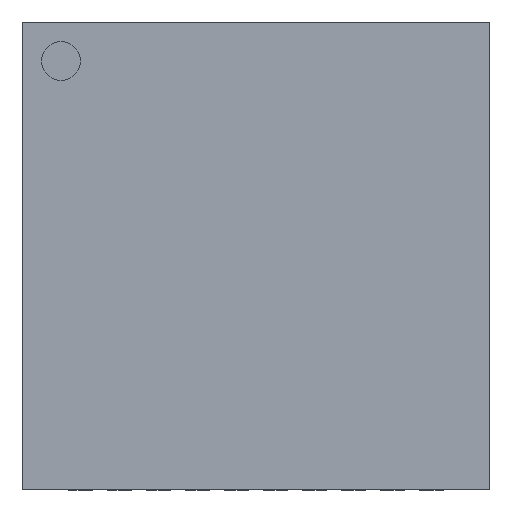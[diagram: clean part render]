
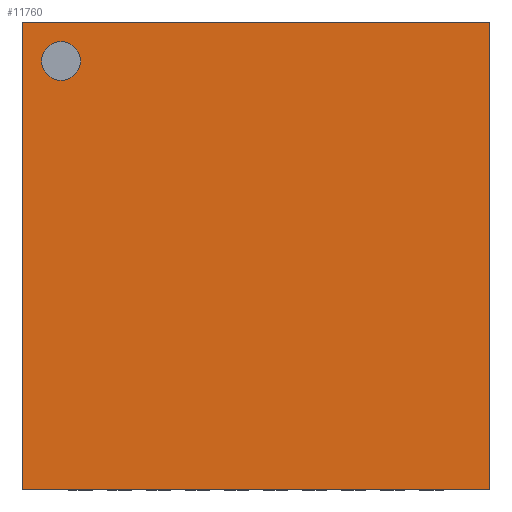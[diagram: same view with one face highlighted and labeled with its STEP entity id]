
A CAD part, top view. The second image highlights one B-rep face of the part: STEP entity #11760.
In plain terms, the highlighted free-form (B-spline) face has degree [1, 1] with [2, 2] control points.
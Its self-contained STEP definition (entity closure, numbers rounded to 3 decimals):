
#6350=CARTESIAN_POINT('',(-2.25,2.5,0.9));
#6351=VERTEX_POINT('',#6350);
#6360=CARTESIAN_POINT('',(-2.75,2.5,0.9));
#6361=VERTEX_POINT('',#6360);
#6362=CARTESIAN_POINT('',(-2.5,2.5,0.9));
#6363=DIRECTION('',(0.0,0.0,-1.0));
#6364=DIRECTION('',(1.0,0.0,0.0));
#6365=AXIS2_PLACEMENT_3D('',#6362,#6363,#6364);
#6366=CIRCLE('',#6365,0.25);
#6367=EDGE_CURVE('',#6361,#6351,#6366,.T.);
#11315=CARTESIAN_POINT('',(-3.0,-3.,0.9));
#11316=VERTEX_POINT('',#11315);
#11323=CARTESIAN_POINT('',(-3.0,3.,0.9));
#11324=VERTEX_POINT('',#11323);
#11325=CARTESIAN_POINT('',(-3.0,-3.,0.9));
#11326=DIRECTION('',(0.0,1.0,0.0));
#11327=VECTOR('',#11326,6.0);
#11328=LINE('',#11325,#11327);
#11329=EDGE_CURVE('',#11316,#11324,#11328,.T.);
#11444=CARTESIAN_POINT('',(3.0,3.,0.9));
#11445=VERTEX_POINT('',#11444);
#11446=CARTESIAN_POINT('',(-3.0,3.,0.9));
#11447=DIRECTION('',(1.0,0.0,0.0));
#11448=VECTOR('',#11447,6.0);
#11449=LINE('',#11446,#11448);
#11450=EDGE_CURVE('',#11324,#11445,#11449,.T.);
#11565=CARTESIAN_POINT('',(3.0,-3.,0.9));
#11566=VERTEX_POINT('',#11565);
#11567=CARTESIAN_POINT('',(3.0,3.,0.9));
#11568=DIRECTION('',(0.0,-1.0,0.0));
#11569=VECTOR('',#11568,6.0);
#11570=LINE('',#11567,#11569);
#11571=EDGE_CURVE('',#11445,#11566,#11570,.T.);
#11686=CARTESIAN_POINT('',(3.0,-3.,0.9));
#11687=DIRECTION('',(-1.0,0.0,0.0));
#11688=VECTOR('',#11687,6.0);
#11689=LINE('',#11686,#11688);
#11690=EDGE_CURVE('',#11566,#11316,#11689,.T.);
#11725=CARTESIAN_POINT('',(-2.5,2.5,0.9));
#11726=DIRECTION('',(0.0,0.0,-1.0));
#11727=DIRECTION('',(1.0,0.0,0.0));
#11728=AXIS2_PLACEMENT_3D('',#11725,#11726,#11727);
#11729=CIRCLE('',#11728,0.25);
#11730=EDGE_CURVE('',#6351,#6361,#11729,.T.);
#11745=CARTESIAN_POINT('',(-3.0,-3.,0.9));
#11746=CARTESIAN_POINT('',(3.0,-3.,0.9));
#11747=CARTESIAN_POINT('',(-3.0,3.,0.9));
#11748=CARTESIAN_POINT('',(3.0,3.,0.9));
#11749=B_SPLINE_SURFACE_WITH_KNOTS('',1,1,((#11745,#11747),(#11746,#11748)),.UNSPECIFIED.,.F.,.F.,.U.,(2,2),(2,2),(0.0,6.0),(0.0,6.0),.UNSPECIFIED.);
#11750=ORIENTED_EDGE('',*,*,#11571,.F.);
#11751=ORIENTED_EDGE('',*,*,#11450,.F.);
#11752=ORIENTED_EDGE('',*,*,#11329,.F.);
#11753=ORIENTED_EDGE('',*,*,#11690,.F.);
#11754=EDGE_LOOP('',(#11750,#11751,#11752,#11753));
#11755=FACE_OUTER_BOUND('',#11754,.T.);
#11756=ORIENTED_EDGE('',*,*,#11730,.T.);
#11757=ORIENTED_EDGE('',*,*,#6367,.T.);
#11758=EDGE_LOOP('',(#11756,#11757));
#11759=FACE_BOUND('',#11758,.T.);
#11760=ADVANCED_FACE('',(#11755,#11759),#11749,.T.);
